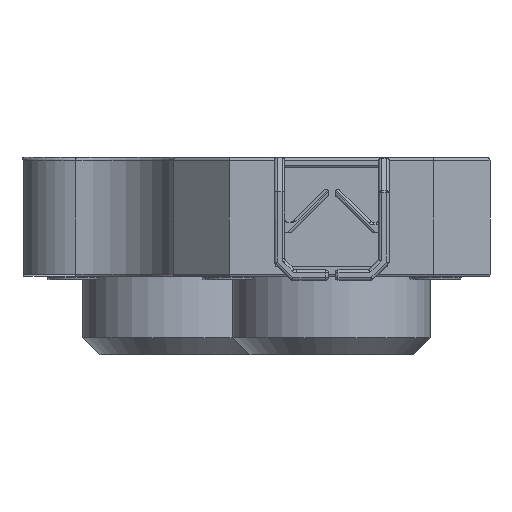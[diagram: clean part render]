
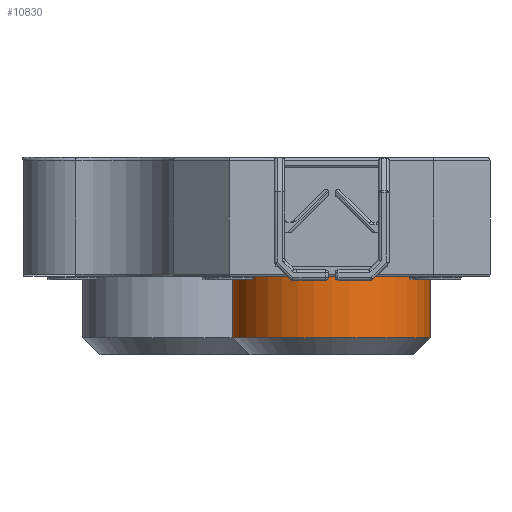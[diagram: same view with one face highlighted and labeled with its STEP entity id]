
A CAD part, left-side view. The second image highlights one B-rep face of the part: STEP entity #10830.
In plain terms, the highlighted cylindrical face has radius 1.45 mm (diameter 2.9 mm), a full revolution.
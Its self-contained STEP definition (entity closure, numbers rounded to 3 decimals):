
#10107 = EDGE_CURVE('',#10108,#10108,#10110,.T.);
#10108 = VERTEX_POINT('',#10109);
#10109 = CARTESIAN_POINT('',(-0.575,0.753,-1.8));
#10110 = CIRCLE('',#10111,1.45);
#10111 = AXIS2_PLACEMENT_3D('',#10112,#10113,#10114);
#10112 = CARTESIAN_POINT('',(-2.025,0.753,-1.8));
#10113 = DIRECTION('',(0.,0.,-1.));
#10114 = DIRECTION('',(1.,0.,0.));
#10830 = ADVANCED_FACE('',(#10831),#10850,.T.);
#10831 = FACE_BOUND('',#10832,.T.);
#10832 = EDGE_LOOP('',(#10833,#10842,#10848,#10849));
#10833 = ORIENTED_EDGE('',*,*,#10834,.F.);
#10834 = EDGE_CURVE('',#10835,#10835,#10837,.T.);
#10835 = VERTEX_POINT('',#10836);
#10836 = CARTESIAN_POINT('',(-0.575,0.753,-2.7));
#10837 = CIRCLE('',#10838,1.45);
#10838 = AXIS2_PLACEMENT_3D('',#10839,#10840,#10841);
#10839 = CARTESIAN_POINT('',(-2.025,0.753,-2.7));
#10840 = DIRECTION('',(0.,0.,-1.));
#10841 = DIRECTION('',(1.,0.,0.));
#10842 = ORIENTED_EDGE('',*,*,#10843,.F.);
#10843 = EDGE_CURVE('',#10108,#10835,#10844,.T.);
#10844 = LINE('',#10845,#10846);
#10845 = CARTESIAN_POINT('',(-0.575,0.753,-1.8));
#10846 = VECTOR('',#10847,1.);
#10847 = DIRECTION('',(0.,0.,-1.));
#10848 = ORIENTED_EDGE('',*,*,#10107,.T.);
#10849 = ORIENTED_EDGE('',*,*,#10843,.T.);
#10850 = CYLINDRICAL_SURFACE('',#10851,1.45);
#10851 = AXIS2_PLACEMENT_3D('',#10852,#10853,#10854);
#10852 = CARTESIAN_POINT('',(-2.025,0.753,-1.8));
#10853 = DIRECTION('',(0.,0.,1.));
#10854 = DIRECTION('',(1.,0.,0.));
